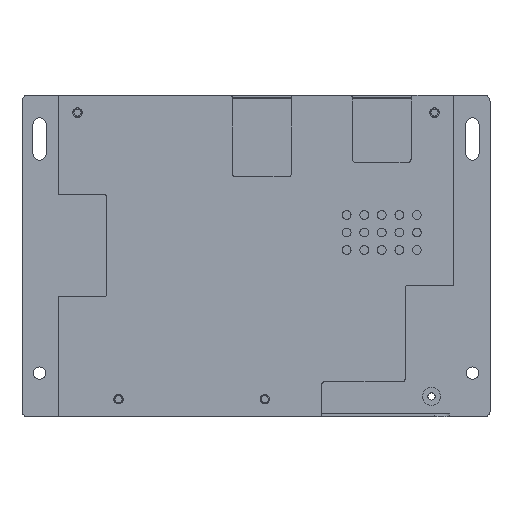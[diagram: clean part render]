
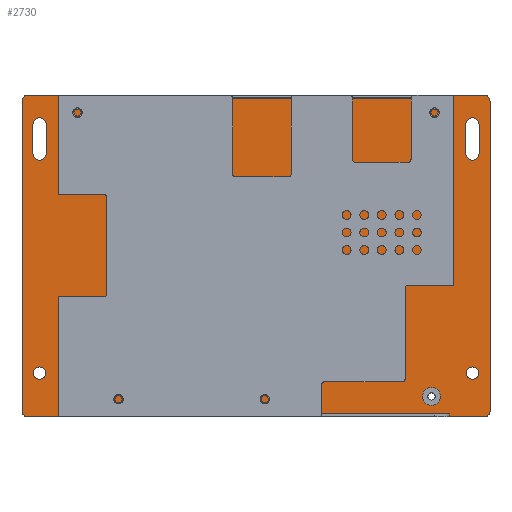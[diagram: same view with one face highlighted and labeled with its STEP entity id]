
A CAD part, top view. The second image highlights one B-rep face of the part: STEP entity #2730.
In plain terms, the highlighted planar face has unit normal (0, 0, 1).
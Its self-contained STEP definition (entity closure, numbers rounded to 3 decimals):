
#45=FACE_BOUND('',#507,.T.);
#46=FACE_BOUND('',#508,.T.);
#47=FACE_BOUND('',#509,.T.);
#48=FACE_BOUND('',#510,.T.);
#49=FACE_BOUND('',#511,.T.);
#50=FACE_BOUND('',#512,.T.);
#51=FACE_BOUND('',#513,.T.);
#52=FACE_BOUND('',#514,.T.);
#135=CIRCLE('',#2950,2.);
#137=CIRCLE('',#2953,2.);
#138=CIRCLE('',#2954,2.);
#139=CIRCLE('',#2955,2.);
#140=CIRCLE('',#2956,3.075);
#141=CIRCLE('',#2957,3.075);
#142=CIRCLE('',#2958,3.075);
#143=CIRCLE('',#2959,3.075);
#144=CIRCLE('',#2960,2.1);
#145=CIRCLE('',#2961,2.1);
#146=CIRCLE('',#2962,2.25);
#147=CIRCLE('',#2963,2.25);
#148=CIRCLE('',#2964,2.25);
#149=CIRCLE('',#2965,2.25);
#352=FACE_OUTER_BOUND('',#506,.T.);
#506=EDGE_LOOP('',(#2075,#2076,#2077,#2078,#2079,#2080,#2081,#2082,#2083,
#2084,#2085,#2086,#2087,#2088,#2089,#2090));
#507=EDGE_LOOP('',(#2091));
#508=EDGE_LOOP('',(#2092));
#509=EDGE_LOOP('',(#2093));
#510=EDGE_LOOP('',(#2094));
#511=EDGE_LOOP('',(#2095));
#512=EDGE_LOOP('',(#2096));
#513=EDGE_LOOP('',(#2097,#2098,#2099,#2100));
#514=EDGE_LOOP('',(#2101,#2102,#2103,#2104));
#677=LINE('',#4012,#935);
#681=LINE('',#4020,#939);
#734=LINE('',#4188,#992);
#738=LINE('',#4196,#996);
#747=LINE('',#4214,#1005);
#751=LINE('',#4221,#1009);
#755=LINE('',#4228,#1013);
#759=LINE('',#4236,#1017);
#766=LINE('',#4249,#1024);
#767=LINE('',#4251,#1025);
#772=LINE('',#4265,#1030);
#773=LINE('',#4270,#1031);
#774=LINE('',#4286,#1032);
#775=LINE('',#4290,#1033);
#776=LINE('',#4294,#1034);
#777=LINE('',#4298,#1035);
#935=VECTOR('',#3187,10.);
#939=VECTOR('',#3191,10.);
#992=VECTOR('',#3356,10.);
#996=VECTOR('',#3360,10.);
#1005=VECTOR('',#3375,10.);
#1009=VECTOR('',#3381,10.);
#1013=VECTOR('',#3391,10.);
#1017=VECTOR('',#3399,10.);
#1024=VECTOR('',#3410,10.);
#1025=VECTOR('',#3413,10.);
#1030=VECTOR('',#3430,10.);
#1031=VECTOR('',#3435,10.);
#1032=VECTOR('',#3450,10.);
#1033=VECTOR('',#3453,10.);
#1034=VECTOR('',#3456,10.);
#1035=VECTOR('',#3459,10.);
#1190=VERTEX_POINT('',#4009);
#1191=VERTEX_POINT('',#4011);
#1194=VERTEX_POINT('',#4017);
#1195=VERTEX_POINT('',#4019);
#1253=VERTEX_POINT('',#4185);
#1254=VERTEX_POINT('',#4187);
#1257=VERTEX_POINT('',#4193);
#1258=VERTEX_POINT('',#4195);
#1263=VERTEX_POINT('',#4211);
#1264=VERTEX_POINT('',#4213);
#1268=VERTEX_POINT('',#4234);
#1272=VERTEX_POINT('',#4247);
#1273=VERTEX_POINT('',#4258);
#1275=VERTEX_POINT('',#4264);
#1276=VERTEX_POINT('',#4267);
#1277=VERTEX_POINT('',#4269);
#1278=VERTEX_POINT('',#4272);
#1279=VERTEX_POINT('',#4274);
#1280=VERTEX_POINT('',#4276);
#1281=VERTEX_POINT('',#4278);
#1282=VERTEX_POINT('',#4280);
#1283=VERTEX_POINT('',#4282);
#1284=VERTEX_POINT('',#4284);
#1285=VERTEX_POINT('',#4285);
#1286=VERTEX_POINT('',#4287);
#1287=VERTEX_POINT('',#4289);
#1288=VERTEX_POINT('',#4292);
#1289=VERTEX_POINT('',#4293);
#1290=VERTEX_POINT('',#4295);
#1291=VERTEX_POINT('',#4297);
#1455=EDGE_CURVE('',#1191,#1190,#677,.T.);
#1459=EDGE_CURVE('',#1195,#1194,#681,.T.);
#1540=EDGE_CURVE('',#1254,#1253,#734,.T.);
#1544=EDGE_CURVE('',#1258,#1257,#738,.T.);
#1553=EDGE_CURVE('',#1264,#1263,#747,.T.);
#1557=EDGE_CURVE('',#1263,#1195,#751,.T.);
#1561=EDGE_CURVE('',#1264,#1190,#755,.T.);
#1565=EDGE_CURVE('',#1268,#1253,#759,.T.);
#1572=EDGE_CURVE('',#1268,#1272,#766,.T.);
#1573=EDGE_CURVE('',#1272,#1258,#767,.T.);
#1577=EDGE_CURVE('',#1273,#1257,#135,.T.);
#1580=EDGE_CURVE('',#1273,#1275,#772,.T.);
#1581=EDGE_CURVE('',#1191,#1275,#137,.T.);
#1582=EDGE_CURVE('',#1276,#1194,#138,.T.);
#1583=EDGE_CURVE('',#1276,#1277,#773,.T.);
#1584=EDGE_CURVE('',#1254,#1277,#139,.T.);
#1585=EDGE_CURVE('',#1278,#1278,#140,.T.);
#1586=EDGE_CURVE('',#1279,#1279,#141,.T.);
#1587=EDGE_CURVE('',#1280,#1280,#142,.T.);
#1588=EDGE_CURVE('',#1281,#1281,#143,.T.);
#1589=EDGE_CURVE('',#1282,#1282,#144,.T.);
#1590=EDGE_CURVE('',#1283,#1283,#145,.T.);
#1591=EDGE_CURVE('',#1284,#1285,#774,.T.);
#1592=EDGE_CURVE('',#1285,#1286,#146,.T.);
#1593=EDGE_CURVE('',#1286,#1287,#775,.T.);
#1594=EDGE_CURVE('',#1287,#1284,#147,.T.);
#1595=EDGE_CURVE('',#1288,#1289,#776,.T.);
#1596=EDGE_CURVE('',#1289,#1290,#148,.T.);
#1597=EDGE_CURVE('',#1290,#1291,#777,.T.);
#1598=EDGE_CURVE('',#1291,#1288,#149,.T.);
#2075=ORIENTED_EDGE('',*,*,#1577,.F.);
#2076=ORIENTED_EDGE('',*,*,#1580,.T.);
#2077=ORIENTED_EDGE('',*,*,#1581,.F.);
#2078=ORIENTED_EDGE('',*,*,#1455,.T.);
#2079=ORIENTED_EDGE('',*,*,#1561,.F.);
#2080=ORIENTED_EDGE('',*,*,#1553,.T.);
#2081=ORIENTED_EDGE('',*,*,#1557,.T.);
#2082=ORIENTED_EDGE('',*,*,#1459,.T.);
#2083=ORIENTED_EDGE('',*,*,#1582,.F.);
#2084=ORIENTED_EDGE('',*,*,#1583,.T.);
#2085=ORIENTED_EDGE('',*,*,#1584,.F.);
#2086=ORIENTED_EDGE('',*,*,#1540,.T.);
#2087=ORIENTED_EDGE('',*,*,#1565,.F.);
#2088=ORIENTED_EDGE('',*,*,#1572,.T.);
#2089=ORIENTED_EDGE('',*,*,#1573,.T.);
#2090=ORIENTED_EDGE('',*,*,#1544,.T.);
#2091=ORIENTED_EDGE('',*,*,#1585,.T.);
#2092=ORIENTED_EDGE('',*,*,#1586,.T.);
#2093=ORIENTED_EDGE('',*,*,#1587,.T.);
#2094=ORIENTED_EDGE('',*,*,#1588,.T.);
#2095=ORIENTED_EDGE('',*,*,#1589,.T.);
#2096=ORIENTED_EDGE('',*,*,#1590,.T.);
#2097=ORIENTED_EDGE('',*,*,#1591,.T.);
#2098=ORIENTED_EDGE('',*,*,#1592,.T.);
#2099=ORIENTED_EDGE('',*,*,#1593,.T.);
#2100=ORIENTED_EDGE('',*,*,#1594,.T.);
#2101=ORIENTED_EDGE('',*,*,#1595,.T.);
#2102=ORIENTED_EDGE('',*,*,#1596,.T.);
#2103=ORIENTED_EDGE('',*,*,#1597,.T.);
#2104=ORIENTED_EDGE('',*,*,#1598,.T.);
#2638=PLANE('',#2952);
#2730=ADVANCED_FACE('',(#352,#45,#46,#47,#48,#49,#50,#51,#52),#2638,.T.);
#2950=AXIS2_PLACEMENT_3D('',#4259,#3423,#3424);
#2952=AXIS2_PLACEMENT_3D('',#4263,#3428,#3429);
#2953=AXIS2_PLACEMENT_3D('',#4266,#3431,#3432);
#2954=AXIS2_PLACEMENT_3D('',#4268,#3433,#3434);
#2955=AXIS2_PLACEMENT_3D('',#4271,#3436,#3437);
#2956=AXIS2_PLACEMENT_3D('',#4273,#3438,#3439);
#2957=AXIS2_PLACEMENT_3D('',#4275,#3440,#3441);
#2958=AXIS2_PLACEMENT_3D('',#4277,#3442,#3443);
#2959=AXIS2_PLACEMENT_3D('',#4279,#3444,#3445);
#2960=AXIS2_PLACEMENT_3D('',#4281,#3446,#3447);
#2961=AXIS2_PLACEMENT_3D('',#4283,#3448,#3449);
#2962=AXIS2_PLACEMENT_3D('',#4288,#3451,#3452);
#2963=AXIS2_PLACEMENT_3D('',#4291,#3454,#3455);
#2964=AXIS2_PLACEMENT_3D('',#4296,#3457,#3458);
#2965=AXIS2_PLACEMENT_3D('',#4299,#3460,#3461);
#3187=DIRECTION('',(1.,0.,0.));
#3191=DIRECTION('',(1.,0.,0.));
#3356=DIRECTION('',(-1.,0.,0.));
#3360=DIRECTION('',(-1.,0.,0.));
#3375=DIRECTION('',(1.,0.,0.));
#3381=DIRECTION('',(0.,-1.,0.));
#3391=DIRECTION('',(0.,-1.,0.));
#3399=DIRECTION('',(0.,1.,0.));
#3410=DIRECTION('',(-1.,0.,0.));
#3413=DIRECTION('',(0.,1.,0.));
#3423=DIRECTION('center_axis',(0.,0.,-1.));
#3424=DIRECTION('ref_axis',(-0.707,0.707,0.));
#3428=DIRECTION('center_axis',(0.,0.,1.));
#3429=DIRECTION('ref_axis',(1.,0.,0.));
#3430=DIRECTION('',(0.,-1.,0.));
#3431=DIRECTION('center_axis',(0.,0.,-1.));
#3432=DIRECTION('ref_axis',(-0.707,-0.707,0.));
#3433=DIRECTION('center_axis',(0.,0.,-1.));
#3434=DIRECTION('ref_axis',(0.707,-0.707,0.));
#3435=DIRECTION('',(0.,1.,0.));
#3436=DIRECTION('center_axis',(0.,0.,-1.));
#3437=DIRECTION('ref_axis',(0.707,0.707,0.));
#3438=DIRECTION('center_axis',(0.,0.,-1.));
#3439=DIRECTION('ref_axis',(-1.,0.,0.));
#3440=DIRECTION('center_axis',(0.,0.,-1.));
#3441=DIRECTION('ref_axis',(-1.,0.,0.));
#3442=DIRECTION('center_axis',(0.,0.,-1.));
#3443=DIRECTION('ref_axis',(1.,0.,0.));
#3444=DIRECTION('center_axis',(0.,0.,-1.));
#3445=DIRECTION('ref_axis',(1.,0.,0.));
#3446=DIRECTION('center_axis',(0.,0.,-1.));
#3447=DIRECTION('ref_axis',(-1.,0.,0.));
#3448=DIRECTION('center_axis',(0.,0.,-1.));
#3449=DIRECTION('ref_axis',(1.,0.,0.));
#3450=DIRECTION('',(0.,-1.,0.));
#3451=DIRECTION('center_axis',(0.,0.,-1.));
#3452=DIRECTION('ref_axis',(1.,0.,0.));
#3453=DIRECTION('',(0.,1.,0.));
#3454=DIRECTION('center_axis',(0.,0.,-1.));
#3455=DIRECTION('ref_axis',(-1.,0.,0.));
#3456=DIRECTION('',(0.,-1.,0.));
#3457=DIRECTION('center_axis',(0.,0.,-1.));
#3458=DIRECTION('ref_axis',(-1.,0.,0.));
#3459=DIRECTION('',(0.,1.,0.));
#3460=DIRECTION('center_axis',(0.,0.,-1.));
#3461=DIRECTION('ref_axis',(1.,0.,0.));
#4009=CARTESIAN_POINT('',(-54.,-55.,1.));
#4011=CARTESIAN_POINT('',(-78.,-55.,1.));
#4012=CARTESIAN_POINT('',(-80.,-55.,1.));
#4017=CARTESIAN_POINT('',(78.,-55.,1.));
#4019=CARTESIAN_POINT('',(54.,-55.,1.));
#4020=CARTESIAN_POINT('',(-80.,-55.,1.));
#4185=CARTESIAN_POINT('',(54.,55.,1.));
#4187=CARTESIAN_POINT('',(78.,55.,1.));
#4188=CARTESIAN_POINT('',(80.,55.,1.));
#4193=CARTESIAN_POINT('',(-78.,55.,1.));
#4195=CARTESIAN_POINT('',(-54.,55.,1.));
#4196=CARTESIAN_POINT('',(80.,55.,1.));
#4211=CARTESIAN_POINT('',(54.,-54.,1.));
#4213=CARTESIAN_POINT('',(-54.,-54.,1.));
#4214=CARTESIAN_POINT('',(33.,-54.,1.));
#4221=CARTESIAN_POINT('',(54.,-54.,1.));
#4228=CARTESIAN_POINT('',(-54.,-54.,1.));
#4234=CARTESIAN_POINT('',(54.,54.,1.));
#4236=CARTESIAN_POINT('',(54.,54.,1.));
#4247=CARTESIAN_POINT('',(-54.,54.,1.));
#4249=CARTESIAN_POINT('',(-33.,54.,1.));
#4251=CARTESIAN_POINT('',(-54.,54.,1.));
#4258=CARTESIAN_POINT('',(-80.,53.,1.));
#4259=CARTESIAN_POINT('Origin',(-78.,53.,1.));
#4263=CARTESIAN_POINT('Origin',(0.,0.,1.));
#4264=CARTESIAN_POINT('',(-80.,-53.,1.));
#4265=CARTESIAN_POINT('',(-80.,55.,1.));
#4266=CARTESIAN_POINT('Origin',(-78.,-53.,1.));
#4267=CARTESIAN_POINT('',(80.,-53.,1.));
#4268=CARTESIAN_POINT('Origin',(78.,-53.,1.));
#4269=CARTESIAN_POINT('',(80.,53.,1.));
#4270=CARTESIAN_POINT('',(80.,-55.,1.));
#4271=CARTESIAN_POINT('Origin',(78.,53.,1.));
#4272=CARTESIAN_POINT('',(63.075,-48.,1.));
#4273=CARTESIAN_POINT('Origin',(60.,-48.,1.));
#4274=CARTESIAN_POINT('',(63.075,42.,1.));
#4275=CARTESIAN_POINT('Origin',(60.,42.,1.));
#4276=CARTESIAN_POINT('',(-63.075,-48.,1.));
#4277=CARTESIAN_POINT('Origin',(-60.,-48.,1.));
#4278=CARTESIAN_POINT('',(-63.075,42.,1.));
#4279=CARTESIAN_POINT('Origin',(-60.,42.,1.));
#4280=CARTESIAN_POINT('',(76.1,-40.,1.));
#4281=CARTESIAN_POINT('Origin',(74.,-40.,1.));
#4282=CARTESIAN_POINT('',(-76.1,-40.,1.));
#4283=CARTESIAN_POINT('Origin',(-74.,-40.,1.));
#4284=CARTESIAN_POINT('',(76.25,45.,1.));
#4285=CARTESIAN_POINT('',(76.25,35.,1.));
#4286=CARTESIAN_POINT('',(76.25,17.5,1.));
#4287=CARTESIAN_POINT('',(71.75,35.,1.));
#4288=CARTESIAN_POINT('Origin',(74.,35.,1.));
#4289=CARTESIAN_POINT('',(71.75,45.,1.));
#4290=CARTESIAN_POINT('',(71.75,22.5,1.));
#4291=CARTESIAN_POINT('Origin',(74.,45.,1.));
#4292=CARTESIAN_POINT('',(-71.75,45.,1.));
#4293=CARTESIAN_POINT('',(-71.75,35.,1.));
#4294=CARTESIAN_POINT('',(-71.75,22.5,1.));
#4295=CARTESIAN_POINT('',(-76.25,35.,1.));
#4296=CARTESIAN_POINT('Origin',(-74.,35.,1.));
#4297=CARTESIAN_POINT('',(-76.25,45.,1.));
#4298=CARTESIAN_POINT('',(-76.25,17.5,1.));
#4299=CARTESIAN_POINT('Origin',(-74.,45.,1.));
